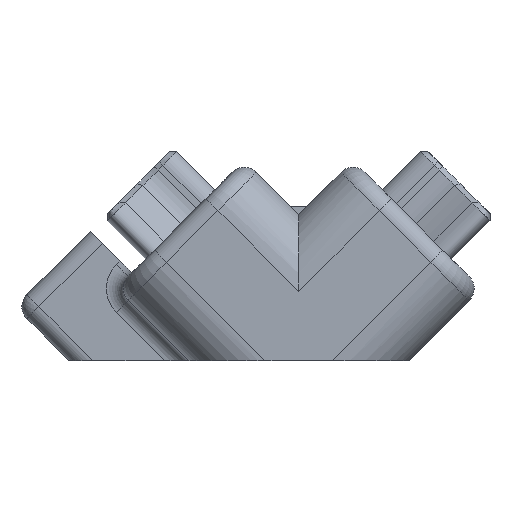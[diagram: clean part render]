
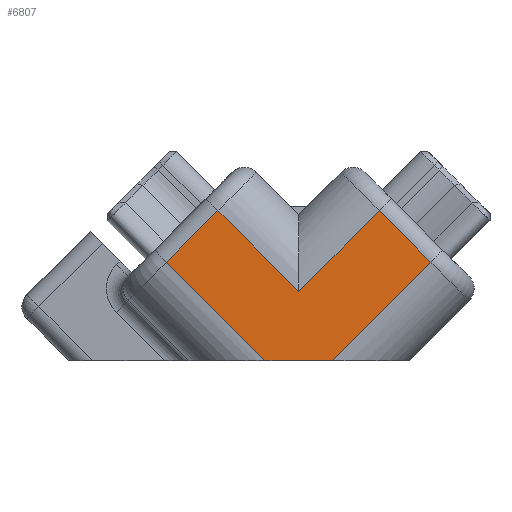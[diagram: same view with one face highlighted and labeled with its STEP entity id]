
A CAD part, left-side view. The second image highlights one B-rep face of the part: STEP entity #6807.
In plain terms, the highlighted planar face has unit normal (-1, 0, 0).
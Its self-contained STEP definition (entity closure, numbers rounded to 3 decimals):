
#185=PLANE('',#7356);
#464=FACE_OUTER_BOUND('',#876,.T.);
#876=EDGE_LOOP('',(#4943,#4944,#4945,#4946,#4947,#4948,#4949));
#1508=LINE('',#10223,#2120);
#1567=LINE('',#10458,#2179);
#1595=LINE('',#10568,#2207);
#1611=LINE('',#10626,#2223);
#1612=LINE('',#10629,#2224);
#1613=LINE('',#10630,#2225);
#1614=LINE('',#10631,#2226);
#2120=VECTOR('',#8023,10.);
#2179=VECTOR('',#8282,10.);
#2207=VECTOR('',#8372,10.);
#2223=VECTOR('',#8420,10.);
#2224=VECTOR('',#8425,10.);
#2225=VECTOR('',#8426,10.);
#2226=VECTOR('',#8427,10.);
#2840=VERTEX_POINT('',#10220);
#2841=VERTEX_POINT('',#10222);
#2915=VERTEX_POINT('',#10450);
#2917=VERTEX_POINT('',#10456);
#2947=VERTEX_POINT('',#10558);
#2949=VERTEX_POINT('',#10564);
#2967=VERTEX_POINT('',#10625);
#3515=EDGE_CURVE('',#2841,#2840,#1508,.T.);
#3633=EDGE_CURVE('',#2917,#2915,#1567,.T.);
#3681=EDGE_CURVE('',#2947,#2949,#1595,.T.);
#3706=EDGE_CURVE('',#2949,#2967,#1611,.T.);
#3708=EDGE_CURVE('',#2967,#2917,#1612,.T.);
#3709=EDGE_CURVE('',#2947,#2841,#1613,.T.);
#3710=EDGE_CURVE('',#2840,#2915,#1614,.T.);
#4943=ORIENTED_EDGE('',*,*,#3633,.F.);
#4944=ORIENTED_EDGE('',*,*,#3708,.F.);
#4945=ORIENTED_EDGE('',*,*,#3706,.F.);
#4946=ORIENTED_EDGE('',*,*,#3681,.F.);
#4947=ORIENTED_EDGE('',*,*,#3709,.T.);
#4948=ORIENTED_EDGE('',*,*,#3515,.T.);
#4949=ORIENTED_EDGE('',*,*,#3710,.T.);
#6807=ADVANCED_FACE('',(#464),#185,.T.);
#7356=AXIS2_PLACEMENT_3D('',#10628,#8423,#8424);
#8023=DIRECTION('',(0.,-1.,0.));
#8282=DIRECTION('',(0.,-0.707,-0.707));
#8372=DIRECTION('',(0.,-0.707,0.707));
#8420=DIRECTION('',(0.,-0.707,-0.707));
#8423=DIRECTION('center_axis',(-1.,0.,0.));
#8424=DIRECTION('ref_axis',(0.,0.707,-0.707));
#8425=DIRECTION('',(0.,-0.707,0.707));
#8426=DIRECTION('',(0.,-0.707,-0.707));
#8427=DIRECTION('',(0.,-0.707,0.707));
#10220=CARTESIAN_POINT('',(0.,-3.988,0.));
#10222=CARTESIAN_POINT('',(0.,3.988,0.));
#10223=CARTESIAN_POINT('',(0.,3.712,0.));
#10450=CARTESIAN_POINT('',(0.,-15.627,11.639));
#10456=CARTESIAN_POINT('',(0.,-9.546,17.72));
#10458=CARTESIAN_POINT('',(0.,-7.354,19.912));
#10558=CARTESIAN_POINT('',(0.,15.627,11.639));
#10564=CARTESIAN_POINT('',(0.,9.546,17.72));
#10568=CARTESIAN_POINT('',(0.,11.066,16.2));
#10625=CARTESIAN_POINT('',(0.,0.,8.174));
#10626=CARTESIAN_POINT('',(0.,7.425,15.599));
#10628=CARTESIAN_POINT('Origin',(0.,7.425,
15.599));
#10629=CARTESIAN_POINT('',(0.,-2.616,10.79));
#10630=CARTESIAN_POINT('',(0.,13.506,9.518));
#10631=CARTESIAN_POINT('',(0.,-8.697,4.709));
